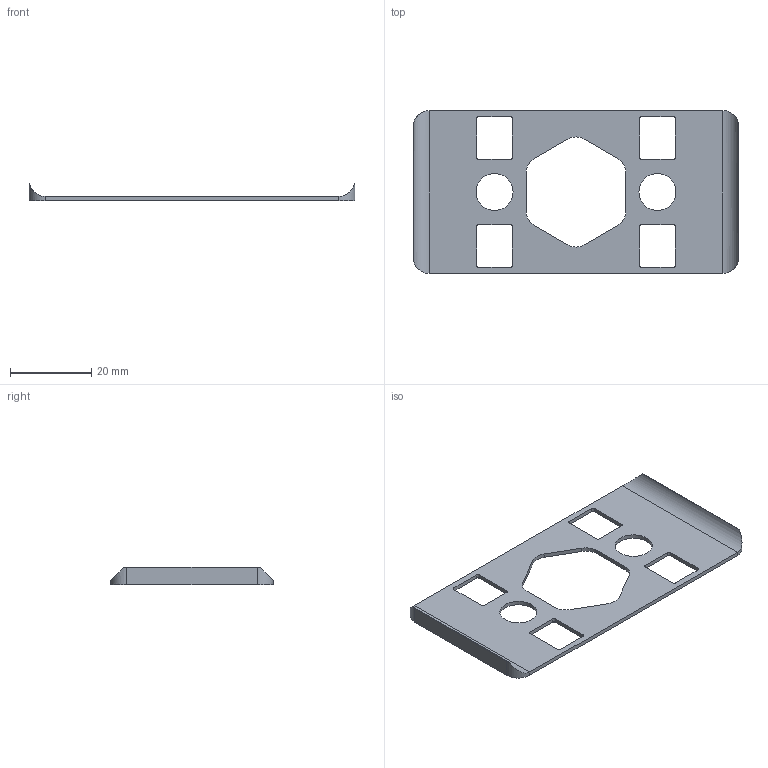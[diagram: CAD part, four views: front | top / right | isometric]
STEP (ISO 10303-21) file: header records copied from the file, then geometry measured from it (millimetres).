
FILE_DESCRIPTION(/* description */ (''),/* implementation_level */ '2;1');
FILE_NAME(/* name */ '11437_KriTec_Radiendichtung_8_80x40_R40_PA_grau.stp',/* time_stamp */ '2021-01-22T11:53:05+01:00',/* author */ ('Nell'),/* organization */ (''),/* preprocessor_version */ 'ST-DEVELOPER v17',/* originating_system */ 'Autodesk Inventor 2018',/* authorisation */ '');
FILE_SCHEMA (('AUTOMOTIVE_DESIGN { 1 0 10303 214 3 1 1 }'));
Length unit declared in the file: millimetre
Products named in the file (1): 11437_KriTec_Radiendichtung_8_80x40_R40_PA_grau
Bounding box: 80 x 40 x 4.2 mm (x, y, z)
Volume: 2421.5 mm3; surface area: 5221.5 mm2
Topology: 1 solids, 1 shells, 60 faces, 170 edges, 112 vertices
Faces by surface type: cylinder 30, plane 30
Full cylindrical faces by diameter (mm): 9.1 x2
Entity records: 2029 total; most frequent: DIRECTION 352, CARTESIAN_POINT 343, ORIENTED_EDGE 340, EDGE_CURVE 170, AXIS2_PLACEMENT_3D 121, VERTEX_POINT 112, LINE 110, VECTOR 110
